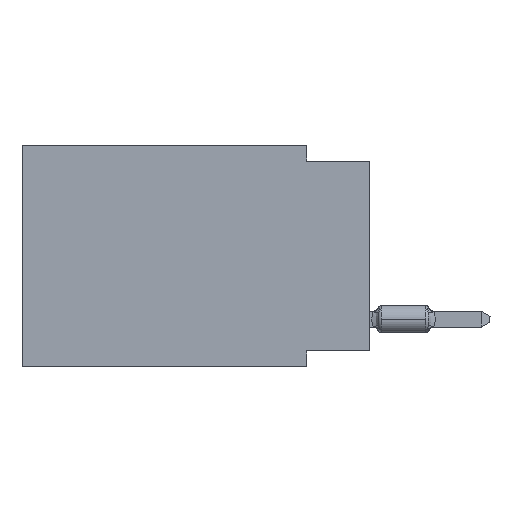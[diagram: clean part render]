
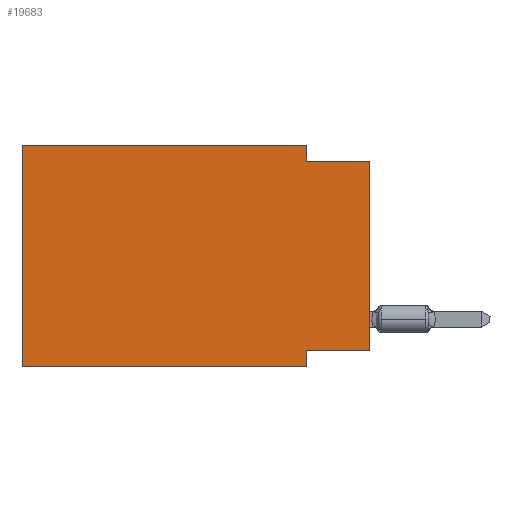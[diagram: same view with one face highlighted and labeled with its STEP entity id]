
A CAD part, left-side view. The second image highlights one B-rep face of the part: STEP entity #19683.
In plain terms, the highlighted planar face has unit normal (-1, 0, 0).
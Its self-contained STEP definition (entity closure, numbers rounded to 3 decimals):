
#243 = VERTEX_POINT ( 'NONE', #7535 ) ;
#2047 = VECTOR ( 'NONE', #19524, 1000. ) ;
#2261 = ORIENTED_EDGE ( 'NONE', *, *, #13160, .F. ) ;
#4060 = DIRECTION ( 'NONE',  ( 0., -1., 0. ) ) ;
#4109 = PLANE ( 'NONE',  #26123 ) ;
#7139 = DIRECTION ( 'NONE',  ( 1., 0., 0. ) ) ;
#7535 = CARTESIAN_POINT ( 'NONE',  ( 0., 2.54, -0.635 ) ) ;
#8050 = CARTESIAN_POINT ( 'NONE',  ( 0., 13.97, -8.89 ) ) ;
#8201 = EDGE_CURVE ( 'NONE', #46989, #33577, #29132, .T. ) ;
#8243 = CARTESIAN_POINT ( 'NONE',  ( 0., 13.97, -8.89 ) ) ;
#8843 = VERTEX_POINT ( 'NONE', #47810 ) ;
#10281 = CARTESIAN_POINT ( 'NONE',  ( 0., 13.97, 0. ) ) ;
#11096 = LINE ( 'NONE', #23375, #15353 ) ;
#11158 = CARTESIAN_POINT ( 'NONE',  ( 0., 13.97, 0. ) ) ;
#12005 = EDGE_CURVE ( 'NONE', #20445, #42964, #12899, .T. ) ;
#12899 = LINE ( 'NONE', #46807, #20532 ) ;
#13160 = EDGE_CURVE ( 'NONE', #243, #26530, #45020, .T. ) ;
#13649 = EDGE_CURVE ( 'NONE', #33511, #20445, #31318, .T. ) ;
#14580 = CARTESIAN_POINT ( 'NONE',  ( 0., 2.54, 0. ) ) ;
#14670 = FACE_OUTER_BOUND ( 'NONE', #42151, .T. ) ;
#14802 = LINE ( 'NONE', #8243, #16923 ) ;
#15353 = VECTOR ( 'NONE', #49255, 1000. ) ;
#15354 = ORIENTED_EDGE ( 'NONE', *, *, #27492, .F. ) ;
#15362 = CARTESIAN_POINT ( 'NONE',  ( 0., 13.97, 0. ) ) ;
#16923 = VECTOR ( 'NONE', #19055, 1000. ) ;
#17579 = CARTESIAN_POINT ( 'NONE',  ( 0., 0., -8.255 ) ) ;
#19055 = DIRECTION ( 'NONE',  ( 0., -1., 0. ) ) ;
#19348 = ORIENTED_EDGE ( 'NONE', *, *, #33269, .T. ) ;
#19524 = DIRECTION ( 'NONE',  ( 0., 1., 0. ) ) ;
#19683 = ADVANCED_FACE ( 'NONE', ( #14670 ), #4109, .F. ) ;
#20445 = VERTEX_POINT ( 'NONE', #41342 ) ;
#20532 = VECTOR ( 'NONE', #27972, 1000. ) ;
#21166 = CARTESIAN_POINT ( 'NONE',  ( 0., 0., -0.635 ) ) ;
#23375 = CARTESIAN_POINT ( 'NONE',  ( 0., 0., 0. ) ) ;
#23817 = ORIENTED_EDGE ( 'NONE', *, *, #42721, .T. ) ;
#26064 = ORIENTED_EDGE ( 'NONE', *, *, #13649, .F. ) ;
#26123 = AXIS2_PLACEMENT_3D ( 'NONE', #11158, #7139, #34491 ) ;
#26530 = VERTEX_POINT ( 'NONE', #42908 ) ;
#27492 = EDGE_CURVE ( 'NONE', #8843, #243, #37674, .T. ) ;
#27972 = DIRECTION ( 'NONE',  ( 0., 0., -1. ) ) ;
#28224 = ORIENTED_EDGE ( 'NONE', *, *, #12005, .F. ) ;
#29132 = LINE ( 'NONE', #43955, #45991 ) ;
#31318 = LINE ( 'NONE', #45892, #2047 ) ;
#32453 = DIRECTION ( 'NONE',  ( 0., 0., -1. ) ) ;
#32472 = ORIENTED_EDGE ( 'NONE', *, *, #8201, .F. ) ;
#33269 = EDGE_CURVE ( 'NONE', #33511, #26530, #11096, .T. ) ;
#33511 = VERTEX_POINT ( 'NONE', #17579 ) ;
#33577 = VERTEX_POINT ( 'NONE', #10281 ) ;
#34491 = DIRECTION ( 'NONE',  ( 0., 0., -1. ) ) ;
#36482 = DIRECTION ( 'NONE',  ( 0., -1., 0. ) ) ;
#37674 = LINE ( 'NONE', #14580, #39903 ) ;
#37866 = VECTOR ( 'NONE', #4060, 1000. ) ;
#38936 = LINE ( 'NONE', #15362, #37866 ) ;
#39903 = VECTOR ( 'NONE', #32453, 1000. ) ;
#41324 = ORIENTED_EDGE ( 'NONE', *, *, #43486, .F. ) ;
#41342 = CARTESIAN_POINT ( 'NONE',  ( 0., 2.54, -8.255 ) ) ;
#42151 = EDGE_LOOP ( 'NONE', ( #19348, #2261, #15354, #41324, #32472, #23817, #28224, #26064 ) ) ;
#42721 = EDGE_CURVE ( 'NONE', #46989, #42964, #14802, .T. ) ;
#42908 = CARTESIAN_POINT ( 'NONE',  ( 0., 0., -0.635 ) ) ;
#42964 = VERTEX_POINT ( 'NONE', #47875 ) ;
#43486 = EDGE_CURVE ( 'NONE', #33577, #8843, #38936, .T. ) ;
#43955 = CARTESIAN_POINT ( 'NONE',  ( 0., 13.97, 0. ) ) ;
#44446 = DIRECTION ( 'NONE',  ( 0., 0., 1. ) ) ;
#45020 = LINE ( 'NONE', #21166, #46130 ) ;
#45892 = CARTESIAN_POINT ( 'NONE',  ( 0., 0., -8.255 ) ) ;
#45991 = VECTOR ( 'NONE', #44446, 1000. ) ;
#46130 = VECTOR ( 'NONE', #36482, 1000. ) ;
#46807 = CARTESIAN_POINT ( 'NONE',  ( 0., 2.54, -8.89 ) ) ;
#46989 = VERTEX_POINT ( 'NONE', #8050 ) ;
#47810 = CARTESIAN_POINT ( 'NONE',  ( 0., 2.54, 0. ) ) ;
#47875 = CARTESIAN_POINT ( 'NONE',  ( 0., 2.54, -8.89 ) ) ;
#49255 = DIRECTION ( 'NONE',  ( 0., 0., 1. ) ) ;
